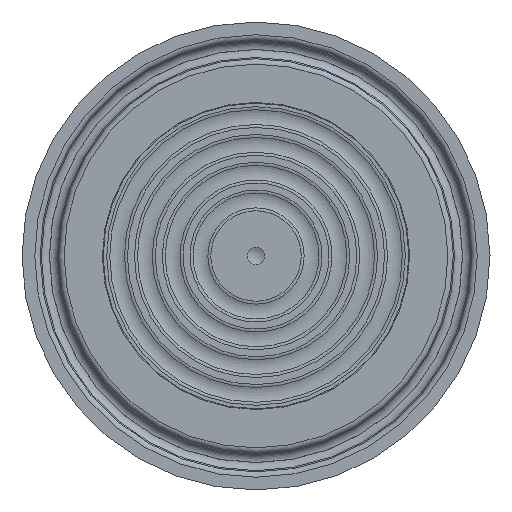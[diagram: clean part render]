
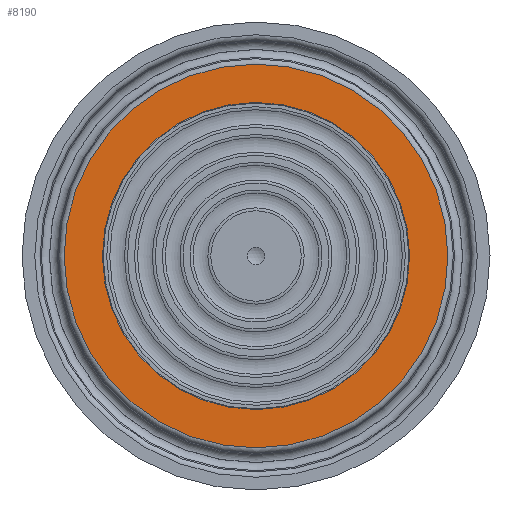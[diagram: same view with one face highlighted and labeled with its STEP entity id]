
A CAD part, left-side view. The second image highlights one B-rep face of the part: STEP entity #8190.
In plain terms, the highlighted planar face has unit normal (-1, 0, 0).
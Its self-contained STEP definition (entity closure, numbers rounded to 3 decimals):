
#1071=FACE_BOUND('',#2136,.T.);
#1131=PLANE('',#8617);
#1613=FACE_OUTER_BOUND('',#2135,.T.);
#2135=EDGE_LOOP('',(#7487));
#2136=EDGE_LOOP('',(#7488));
#3095=CIRCLE('',#8614,21.);
#3097=CIRCLE('',#8618,26.242);
#3907=VERTEX_POINT('',#26643);
#3909=VERTEX_POINT('',#26650);
#5111=EDGE_CURVE('',#3907,#3907,#3095,.T.);
#5114=EDGE_CURVE('',#3909,#3909,#3097,.T.);
#7487=ORIENTED_EDGE('',*,*,#5114,.F.);
#7488=ORIENTED_EDGE('',*,*,#5111,.T.);
#8190=ADVANCED_FACE('',(#1613,#1071),#1131,.T.);
#8614=AXIS2_PLACEMENT_3D('',#26644,#9717,#9718);
#8617=AXIS2_PLACEMENT_3D('',#26649,#9724,#9725);
#8618=AXIS2_PLACEMENT_3D('',#26651,#9726,#9727);
#9717=DIRECTION('center_axis',(1.,0.,0.));
#9718=DIRECTION('ref_axis',(0.,1.,0.));
#9724=DIRECTION('center_axis',(-1.,0.,0.));
#9725=DIRECTION('ref_axis',(0.,0.,1.));
#9726=DIRECTION('center_axis',(1.,0.,0.));
#9727=DIRECTION('ref_axis',(0.,0.,-1.));
#26643=CARTESIAN_POINT('',(0.,-21.,0.));
#26644=CARTESIAN_POINT('Origin',(0.,0.,
0.));
#26649=CARTESIAN_POINT('Origin',(0.,26.242,
0.));
#26650=CARTESIAN_POINT('',(0.,0.,
26.242));
#26651=CARTESIAN_POINT('Origin',(0.,0.,
0.));
